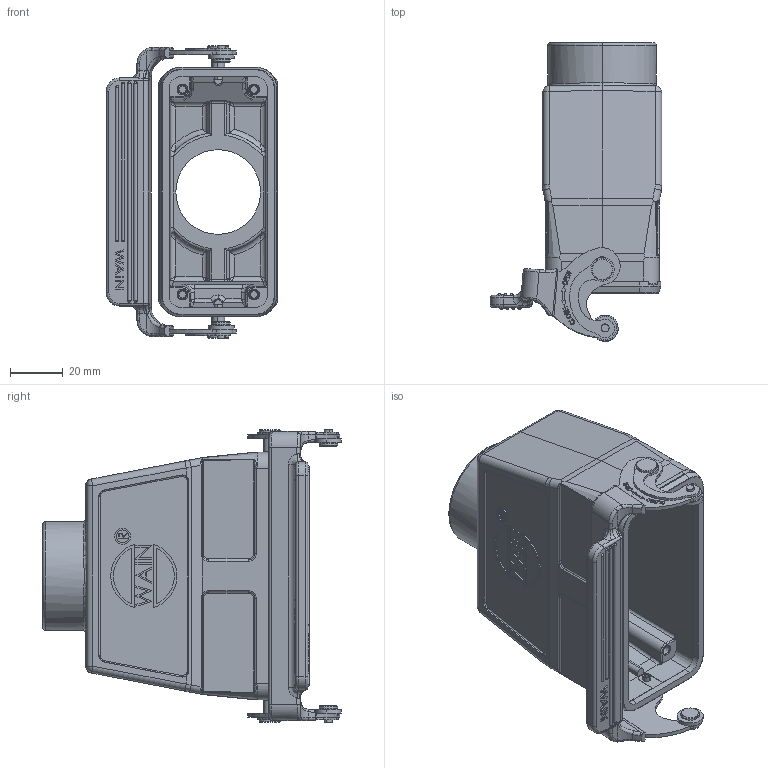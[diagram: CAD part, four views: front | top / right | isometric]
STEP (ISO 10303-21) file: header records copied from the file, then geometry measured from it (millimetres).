
FILE_DESCRIPTION((''),'2;1');
FILE_NAME('222','2024-02-06T',('11539'),(''),'PRO/ENGINEER BY PARAMETRIC TECHNOLOGY CORPORATION, 2012480','PRO/ENGINEER BY PARAMETRIC TECHNOLOGY CORPORATION, 2012480','');
FILE_SCHEMA(('CONFIG_CONTROL_DESIGN'));
Products named in the file (1): 222
Bounding box: 64.78 x 112.77 x 110.7 mm (x, y, z)
Volume: 98652.3 mm3; surface area: 58103.2 mm2
Topology: 1 solids, 1 shells, 1360 faces, 3566 edges, 2273 vertices
Faces by surface type: plane 556, cylinder 320, extrusion 181, bspline 141, torus 84, cone 56, sphere 18, revolution 4
Entity records: 52148 total; most frequent: CARTESIAN_POINT 20255, ORIENTED_EDGE 7060, DIRECTION 5792, EDGE_CURVE 3530, VERTEX_POINT 2273, VECTOR 1988, AXIS2_PLACEMENT_3D 1900, LINE 1807
